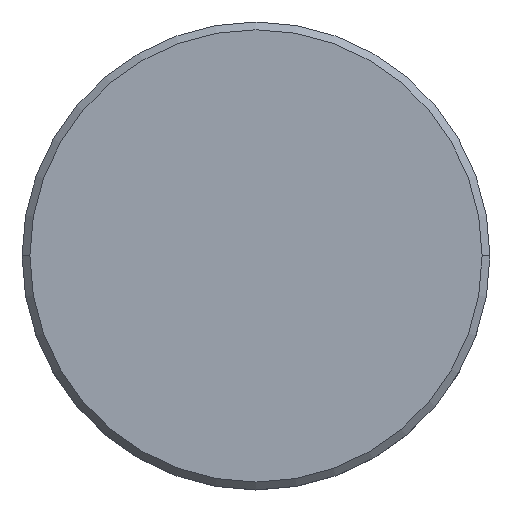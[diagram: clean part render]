
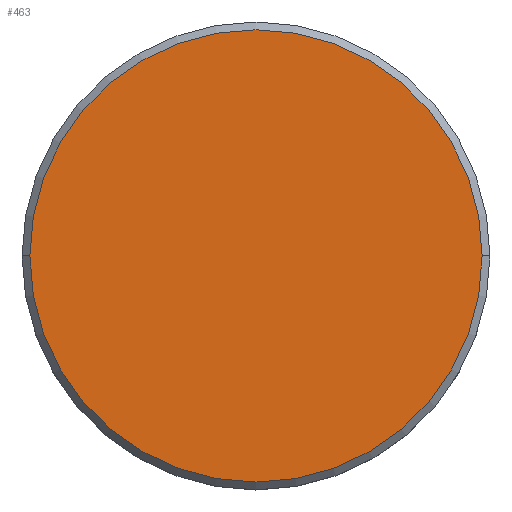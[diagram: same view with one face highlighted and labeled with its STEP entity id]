
A CAD part, top view. The second image highlights one B-rep face of the part: STEP entity #463.
In plain terms, the highlighted planar face has unit normal (0, 0, 1).
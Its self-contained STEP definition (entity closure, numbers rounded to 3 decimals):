
#16 = AXIS2_PLACEMENT_3D ( 'NONE', #696, #791, #1064 ) ;
#208 = CARTESIAN_POINT ( 'NONE',  ( 0., 0., 0. ) ) ;
#257 = AXIS2_PLACEMENT_3D ( 'NONE', #354, #265, #532 ) ;
#265 = DIRECTION ( 'NONE',  ( 0., 0., 1. ) ) ;
#286 = DIRECTION ( 'NONE',  ( 1., 0., 0. ) ) ;
#306 = VERTEX_POINT ( 'NONE', #658 ) ;
#354 = CARTESIAN_POINT ( 'NONE',  ( 0., 0., 0. ) ) ;
#370 = DIRECTION ( 'NONE',  ( 0., 0., 1. ) ) ;
#463 = ADVANCED_FACE ( 'NONE', ( #785 ), #921, .T. ) ;
#532 = DIRECTION ( 'NONE',  ( 1., 0., 0. ) ) ;
#541 = CIRCLE ( 'NONE', #801, 14.5 ) ;
#653 = VERTEX_POINT ( 'NONE', #1144 ) ;
#658 = CARTESIAN_POINT ( 'NONE',  ( -14.5, 0., 0. ) ) ;
#696 = CARTESIAN_POINT ( 'NONE',  ( 0., 0., 0. ) ) ;
#785 = FACE_OUTER_BOUND ( 'NONE', #865, .T. ) ;
#791 = DIRECTION ( 'NONE',  ( 0., 0., 1. ) ) ;
#801 = AXIS2_PLACEMENT_3D ( 'NONE', #208, #370, #286 ) ;
#815 = EDGE_CURVE ( 'NONE', #306, #653, #884, .T. ) ;
#865 = EDGE_LOOP ( 'NONE', ( #1044, #1148 ) ) ;
#884 = CIRCLE ( 'NONE', #257, 14.5 ) ;
#894 = EDGE_CURVE ( 'NONE', #653, #306, #541, .T. ) ;
#921 = PLANE ( 'NONE',  #16 ) ;
#1044 = ORIENTED_EDGE ( 'NONE', *, *, #815, .T. ) ;
#1064 = DIRECTION ( 'NONE',  ( 1., 0., 0. ) ) ;
#1144 = CARTESIAN_POINT ( 'NONE',  ( 14.5, 0., 0. ) ) ;
#1148 = ORIENTED_EDGE ( 'NONE', *, *, #894, .T. ) ;
